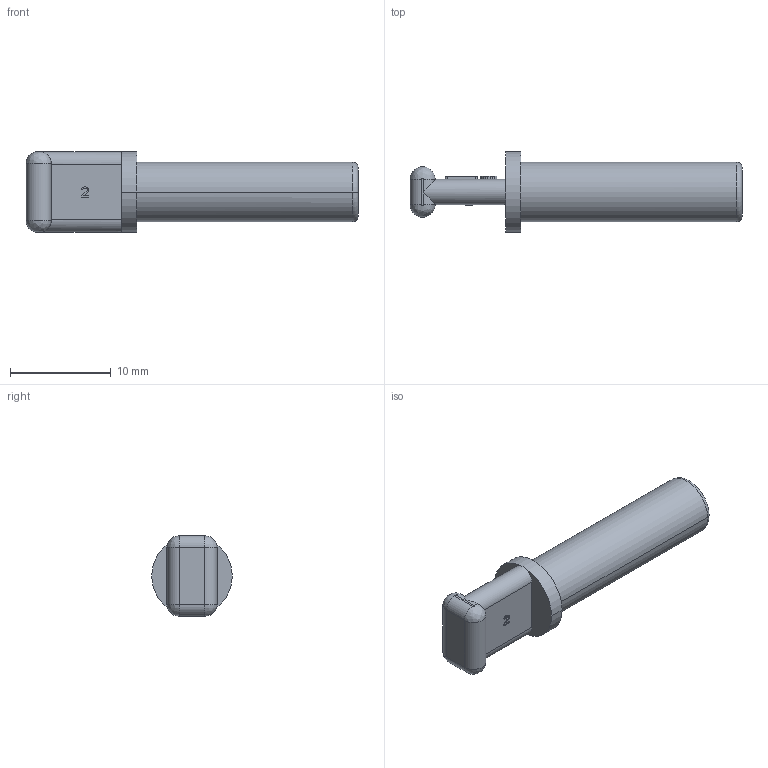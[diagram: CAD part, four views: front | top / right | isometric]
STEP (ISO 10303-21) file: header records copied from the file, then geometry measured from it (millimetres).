
FILE_DESCRIPTION(('STEP AP214'),'1');
FILE_NAME('6826_06_00.stp','2016-07-07T14:44:41',('TraceParts'),('TraceParts S.A.'),'Spatial InterOp 3D',' ',' ');
FILE_SCHEMA(('automotive_design'));
Length unit declared in the file: millimetre
Products named in the file (1): V826-06-00
Bounding box: 33 x 8 x 8 mm (x, y, z)
Volume: 641.7 mm3; surface area: 1012.1 mm2
Topology: 1 solids, 1 shells, 151 faces, 406 edges, 266 vertices
Faces by surface type: plane 121, cylinder 22, torus 4, bspline 4
Entity records: 4807 total; most frequent: CARTESIAN_POINT 972, ORIENTED_EDGE 812, DIRECTION 758, EDGE_CURVE 406, LINE 342, VECTOR 342, VERTEX_POINT 266, AXIS2_PLACEMENT_3D 208
